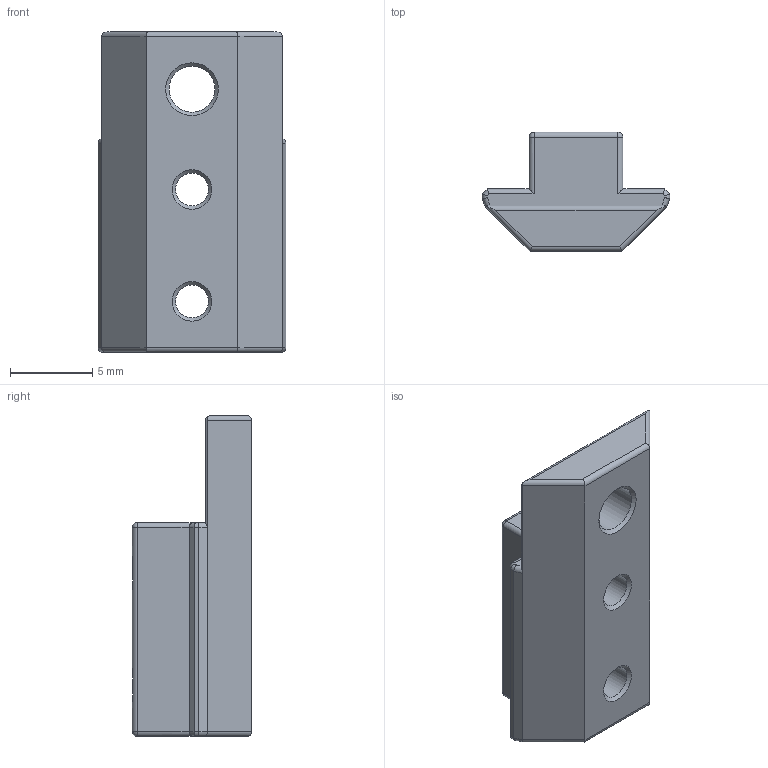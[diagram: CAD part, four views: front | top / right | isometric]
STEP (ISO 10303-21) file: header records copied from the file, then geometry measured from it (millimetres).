
FILE_DESCRIPTION(/* description */ (''),/* implementation_level */ '2;1');
FILE_NAME(/* name */ 'mag slots 5x3 surface for 3 mm.step',/* time_stamp */ '2022-08-26T11:03:35-05:00',/* author */ (''),/* organization */ (''),/* preprocessor_version */ 'ST-DEVELOPER v19',/* originating_system */ 'Autodesk Translation Framework v11.7.0.108',/* authorisation */ '');
FILE_SCHEMA (('AUTOMOTIVE_DESIGN { 1 0 10303 214 3 1 1 }'));
Length unit declared in the file: millimetre
Products named in the file (2): mag slots 5x3 surface for 3 mm foam; 5.3 slot mag 3mm
Assembly tree (1 placements, depth 2):
  mag slots 5x3 surface for 3 mm foam
    5.3 slot mag 3mm
Bounding box: 11.4 x 7.25 x 19.5 mm (x, y, z)
Volume: 704.1 mm3; surface area: 822 mm2
Topology: 1 solids, 1 shells, 74 faces, 172 edges, 100 vertices
Faces by surface type: cylinder 38, plane 26, sphere 4, cone 4, torus 2
Full cylindrical faces by diameter (mm): 2 x2, 2.8 x1, 5 x2
Entity records: 2197 total; most frequent: CARTESIAN_POINT 419, DIRECTION 390, ORIENTED_EDGE 344, EDGE_CURVE 172, AXIS2_PLACEMENT_3D 147, VERTEX_POINT 100, LINE 96, VECTOR 96
